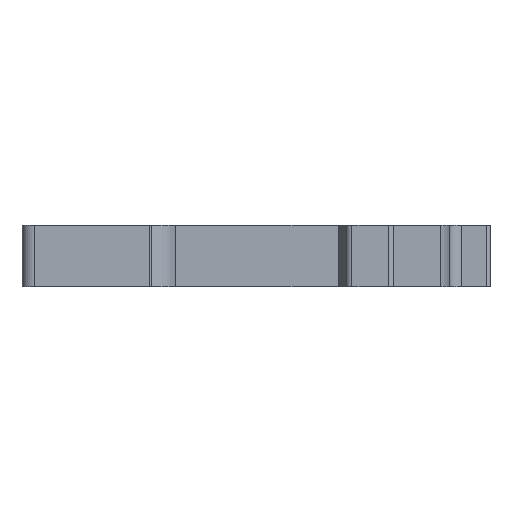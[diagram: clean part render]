
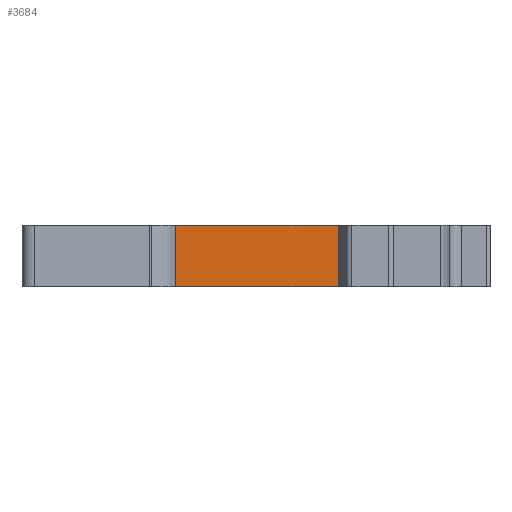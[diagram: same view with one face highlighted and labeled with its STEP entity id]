
A CAD part, front view. The second image highlights one B-rep face of the part: STEP entity #3684.
In plain terms, the highlighted planar face has unit normal (0, -1, 0).
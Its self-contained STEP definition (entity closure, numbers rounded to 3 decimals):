
#98=PLANE('',#3919);
#416=LINE('',#5627,#879);
#418=LINE('',#5631,#881);
#419=LINE('',#5633,#882);
#420=LINE('',#5635,#883);
#879=VECTOR('',#4553,1000.);
#881=VECTOR('',#4557,1000.);
#882=VECTOR('',#4558,1000.);
#883=VECTOR('',#4559,1000.);
#1515=ORIENTED_EDGE('',*,*,#2453,.T.);
#1516=ORIENTED_EDGE('',*,*,#2454,.T.);
#1517=ORIENTED_EDGE('',*,*,#2455,.T.);
#1518=ORIENTED_EDGE('',*,*,#2451,.F.);
#2451=EDGE_CURVE('',#2911,#2912,#416,.T.);
#2453=EDGE_CURVE('',#2911,#2913,#418,.T.);
#2454=EDGE_CURVE('',#2913,#2914,#419,.T.);
#2455=EDGE_CURVE('',#2914,#2912,#420,.T.);
#2911=VERTEX_POINT('',#5626);
#2912=VERTEX_POINT('',#5628);
#2913=VERTEX_POINT('',#5632);
#2914=VERTEX_POINT('',#5634);
#3249=EDGE_LOOP('',(#1515,#1516,#1517,#1518));
#3449=FACE_BOUND('',#3249,.T.);
#3684=ADVANCED_FACE('',(#3449),#98,.F.);
#3919=AXIS2_PLACEMENT_3D('',#5630,#4555,#4556);
#4553=DIRECTION('',(0.,0.,1.));
#4555=DIRECTION('',(0.,1.,0.));
#4556=DIRECTION('',(-1.,0.,0.));
#4557=DIRECTION('',(1.,0.,0.));
#4558=DIRECTION('',(0.,0.,1.));
#4559=DIRECTION('',(-1.,0.,0.));
#5626=CARTESIAN_POINT('',(-6.6,-7.5,-2.5));
#5627=CARTESIAN_POINT('',(-6.6,-7.5,-48.736));
#5628=CARTESIAN_POINT('',(-6.6,-7.5,2.5));
#5630=CARTESIAN_POINT('',(7.4,-7.5,-48.736));
#5631=CARTESIAN_POINT('',(-19.,-7.5,-2.5));
#5632=CARTESIAN_POINT('',(7.4,-7.5,-2.5));
#5633=CARTESIAN_POINT('',(7.4,-7.5,-48.736));
#5634=CARTESIAN_POINT('',(7.4,-7.5,2.5));
#5635=CARTESIAN_POINT('',(7.4,-7.5,2.5));
